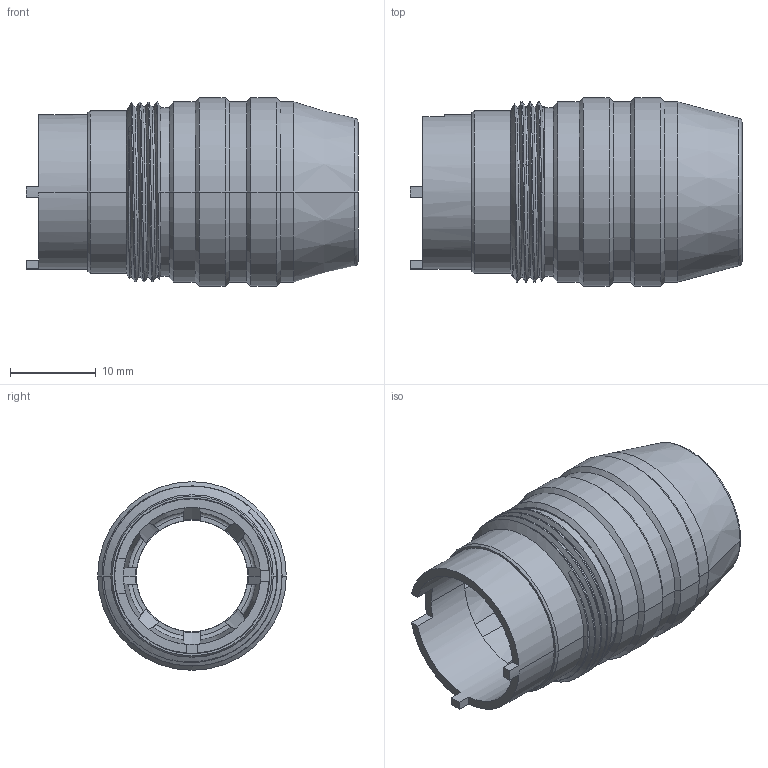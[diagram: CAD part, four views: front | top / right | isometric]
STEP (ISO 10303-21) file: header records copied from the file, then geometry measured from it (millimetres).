
FILE_DESCRIPTION((''),'2;1');
FILE_NAME('13302P2_ASM','2017-09-25T',('cgregory'),('NET AG system integration'),'CREO PARAMETRIC BY PTC INC, 2016260','CREO PARAMETRIC BY PTC INC, 2016260','');
FILE_SCHEMA(('AUTOMOTIVE_DESIGN { 1 0 10303 214 1 1 1 1 }'));
Length unit declared in the file: millimetre
Products named in the file (5): 501829_001_XX; 501934_001_XX; 501921_001_XX; 501883_001_XX; 13302P2_ASM
Assembly tree (4 placements, depth 2):
  13302P2_ASM
    501829_001_XX
    501934_001_XX
    501921_001_XX
    501883_001_XX
Bounding box: 38.72 x 22 x 22 mm (x, y, z)
Volume: 4891.4 mm3; surface area: 7778.1 mm2
Topology: 4 solids, 4 shells, 190 faces, 480 edges, 300 vertices
Faces by surface type: plane 62, cone 48, cylinder 48, torus 26, bspline 6
Entity records: 9113 total; most frequent: CARTESIAN_POINT 3267, ORIENTED_EDGE 960, DIRECTION 929, EDGE_CURVE 480, AXIS2_PLACEMENT_3D 395, VERTEX_POINT 300, CIRCLE 202, EDGE_LOOP 200
